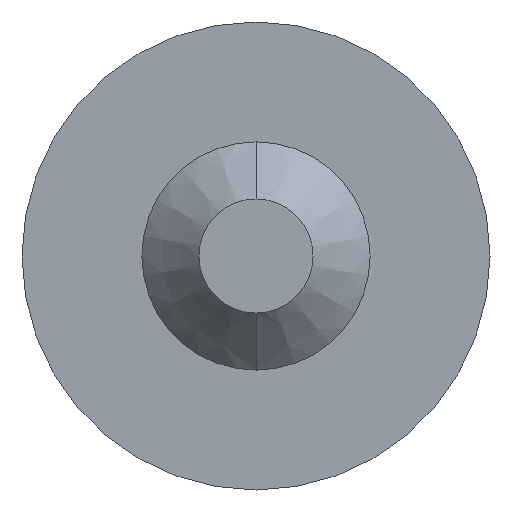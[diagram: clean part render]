
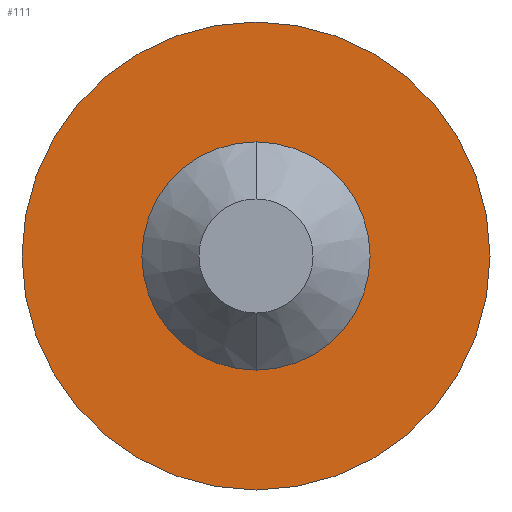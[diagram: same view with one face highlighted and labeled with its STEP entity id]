
A CAD part, front view. The second image highlights one B-rep face of the part: STEP entity #111.
In plain terms, the highlighted planar face has unit normal (0, -1, 0).
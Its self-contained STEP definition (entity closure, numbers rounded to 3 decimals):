
#17 = EDGE_CURVE ( 'Defeature ausgef�hrt1_5+Defeature ausgef�hrt1_3+Defeature ausgef�hrt1_3+Defeature ausgef�hrt1_3', #215, #282, #174, .T. ) ;
#32 = FACE_OUTER_BOUND ( 'NONE', #212, .T. ) ;
#52 = DIRECTION ( 'NONE',  ( 0., 1., 0. ) ) ;
#56 = CARTESIAN_POINT ( 'NONE',  ( 0., 0., -1. ) ) ;
#62 = ORIENTED_EDGE ( 'NONE', *, *, #312, .T. ) ;
#72 = DIRECTION ( 'NONE',  ( 0., 0., -1. ) ) ;
#80 = CARTESIAN_POINT ( 'NONE',  ( 0., 0., 1. ) ) ;
#88 = CARTESIAN_POINT ( 'NONE',  ( 0., 0., -2.05 ) ) ;
#89 = EDGE_CURVE ( 'Defeature ausgef�hrt1_5+Defeature ausgef�hrt1_0+Defeature ausgef�hrt1_0+Defeature ausgef�hrt1_0', #306, #317, #363, .T. ) ;
#91 = CIRCLE ( 'NONE', #352, 2.05 ) ;
#111 = ADVANCED_FACE ( 'Defeature ausgef�hrt1_5', ( #396, #32 ), #353, .T. ) ;
#115 = DIRECTION ( 'NONE',  ( 0., 0., -1. ) ) ;
#118 = CARTESIAN_POINT ( 'NONE',  ( 0., 0., 0. ) ) ;
#123 = DIRECTION ( 'NONE',  ( 0., 0., -1. ) ) ;
#145 = ORIENTED_EDGE ( 'NONE', *, *, #89, .T. ) ;
#174 = CIRCLE ( 'NONE', #404, 2.05 ) ;
#175 = AXIS2_PLACEMENT_3D ( 'NONE', #118, #280, #314 ) ;
#190 = CIRCLE ( 'NONE', #175, 1. ) ;
#204 = CARTESIAN_POINT ( 'NONE',  ( 0., 0., 2.05 ) ) ;
#212 = EDGE_LOOP ( 'NONE', ( #341, #307 ) ) ;
#215 = VERTEX_POINT ( 'NONE', #204 ) ;
#254 = DIRECTION ( 'NONE',  ( 0., -1., 0. ) ) ;
#277 = AXIS2_PLACEMENT_3D ( 'NONE', #343, #52, #373 ) ;
#279 = DIRECTION ( 'NONE',  ( 0., -1., 0. ) ) ;
#280 = DIRECTION ( 'NONE',  ( 0., 1., 0. ) ) ;
#281 = EDGE_LOOP ( 'NONE', ( #62, #145 ) ) ;
#282 = VERTEX_POINT ( 'NONE', #88 ) ;
#291 = EDGE_CURVE ( 'Defeature ausgef�hrt1_5+Defeature ausgef�hrt1_3+Defeature ausgef�hrt1_3+Defeature ausgef�hrt1_3', #282, #215, #91, .T. ) ;
#304 = CARTESIAN_POINT ( 'NONE',  ( 0., 0., 0. ) ) ;
#306 = VERTEX_POINT ( 'NONE', #56 ) ;
#307 = ORIENTED_EDGE ( 'NONE', *, *, #17, .T. ) ;
#312 = EDGE_CURVE ( 'Defeature ausgef�hrt1_5+Defeature ausgef�hrt1_0+Defeature ausgef�hrt1_0+Defeature ausgef�hrt1_0', #317, #306, #190, .T. ) ;
#314 = DIRECTION ( 'NONE',  ( 0., 0., 1. ) ) ;
#317 = VERTEX_POINT ( 'NONE', #80 ) ;
#328 = AXIS2_PLACEMENT_3D ( 'NONE', #331, #360, #72 ) ;
#331 = CARTESIAN_POINT ( 'NONE',  ( 0., 0., 0. ) ) ;
#338 = CARTESIAN_POINT ( 'NONE',  ( 0., 0., 0. ) ) ;
#341 = ORIENTED_EDGE ( 'NONE', *, *, #291, .T. ) ;
#343 = CARTESIAN_POINT ( 'NONE',  ( 0., 0., 0. ) ) ;
#352 = AXIS2_PLACEMENT_3D ( 'NONE', #338, #254, #123 ) ;
#353 = PLANE ( 'NONE',  #328 ) ;
#360 = DIRECTION ( 'NONE',  ( 0., -1., 0. ) ) ;
#363 = CIRCLE ( 'NONE', #277, 1. ) ;
#373 = DIRECTION ( 'NONE',  ( 0., 0., 1. ) ) ;
#396 = FACE_BOUND ( 'NONE', #281, .T. ) ;
#404 = AXIS2_PLACEMENT_3D ( 'NONE', #304, #279, #115 ) ;
